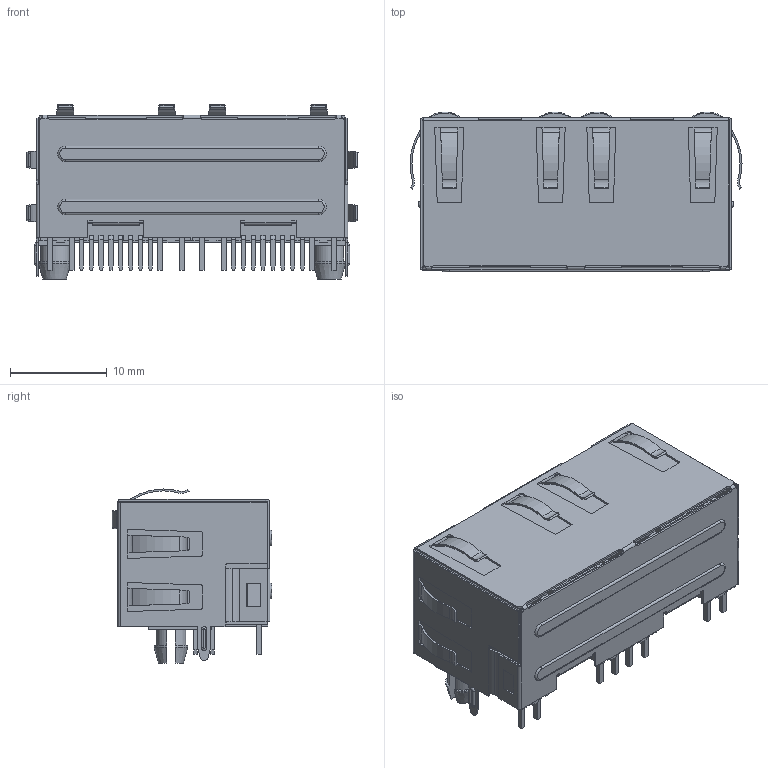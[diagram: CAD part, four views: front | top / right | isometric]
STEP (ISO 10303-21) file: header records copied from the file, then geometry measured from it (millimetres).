
FILE_DESCRIPTION(/* description */ ('Unknown'),/* implementation_level */ '2;1');
FILE_NAME(/* name */ 'J_Wurth_WR-MJ_615016137721',/* time_stamp */ '2025-06-25T10:08:41+08:00',/* author */ ('Unknown'),/* organization */ ('Unknown'),/* preprocessor_version */ 'ST-DEVELOPER v19.4',/* originating_system */ 'Solid Edge',/* authorisation */ 'Unknown');
FILE_SCHEMA (('AUTOMOTIVE_DESIGN {1 0 10303 214 3 1 1}'));
Products named in the file (2): J_Wurth_WR-MJ_615016137721
Assembly tree (1 placements, depth 2):
  J_Wurth_WR-MJ_615016137721
    J_Wurth_WR-MJ_615016137721
Bounding box: 34.38 x 16.54 x 18.02 mm (x, y, z)
Volume: 3414.8 mm3; surface area: 9934.8 mm2
Topology: 26 solids, 26 shells, 2016 faces, 5656 edges, 3630 vertices
Faces by surface type: plane 1300, cylinder 608, bspline 38, sphere 26, torus 24, cone 20
Entity records: 69547 total; most frequent: CARTESIAN_POINT 12714, ORIENTED_EDGE 11260, DIRECTION 10462, EDGE_CURVE 5630, LINE 4278, VECTOR 4278, VERTEX_POINT 3630, AXIS2_PLACEMENT_3D 3092
